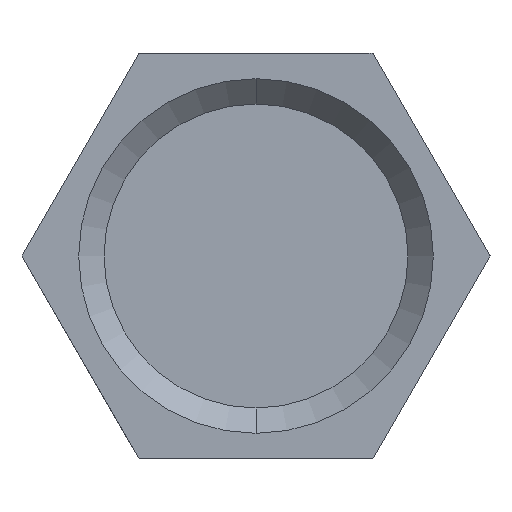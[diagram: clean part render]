
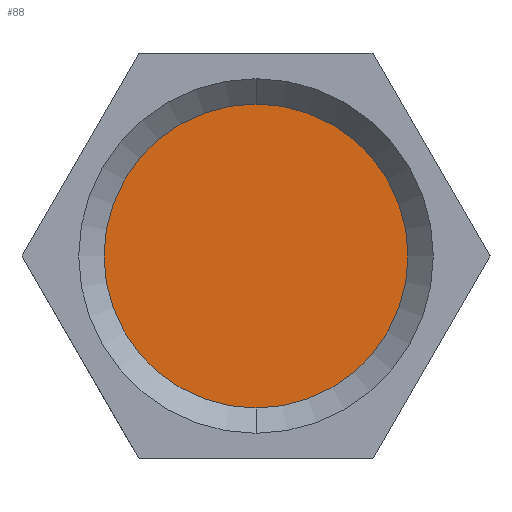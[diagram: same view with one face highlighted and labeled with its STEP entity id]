
A CAD part, left-side view. The second image highlights one B-rep face of the part: STEP entity #88.
In plain terms, the highlighted planar face has unit normal (-1, 0, 0).
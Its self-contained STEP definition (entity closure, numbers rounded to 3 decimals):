
#88=ADVANCED_FACE('',(#388),#389,.F.);
#388=FACE_OUTER_BOUND('',#947,.T.);
#389=PLANE('',#948);
#947=EDGE_LOOP('',(#5242,#5243));
#948=AXIS2_PLACEMENT_3D('',#5244,#5245,#5246);
#5242=ORIENTED_EDGE('',*,*,#6856,.T.);
#5243=ORIENTED_EDGE('',*,*,#7038,.T.);
#5244=CARTESIAN_POINT('',(-58.0,0.0,0.0));
#5245=DIRECTION('',(1.0,0.0,0.0));
#5246=DIRECTION('',(0.0,1.0,0.0));
#6856=EDGE_CURVE('',#7556,#7554,#7557,.T.);
#7038=EDGE_CURVE('',#7554,#7556,#7918,.T.);
#7554=VERTEX_POINT('',#8707);
#7556=VERTEX_POINT('',#8710);
#7557=CIRCLE('',#8711,3.0);
#7918=CIRCLE('',#10268,3.0);
#8707=CARTESIAN_POINT('',(-58.0,0.,3.0));
#8710=CARTESIAN_POINT('',(-58.0,0.0,-3.0));
#8711=AXIS2_PLACEMENT_3D('',#13742,#13743,#13744);
#10268=AXIS2_PLACEMENT_3D('',#13866,#13867,#13868);
#13742=CARTESIAN_POINT('',(-58.0,0.0,0.0));
#13743=DIRECTION('',(-1.0,-0.0,-0.0));
#13744=DIRECTION('',(0.0,0.0,-1.0));
#13866=CARTESIAN_POINT('',(-58.0,0.0,0.0));
#13867=DIRECTION('',(-1.0,-0.0,-0.0));
#13868=DIRECTION('',(0.0,0.0,-1.0));
